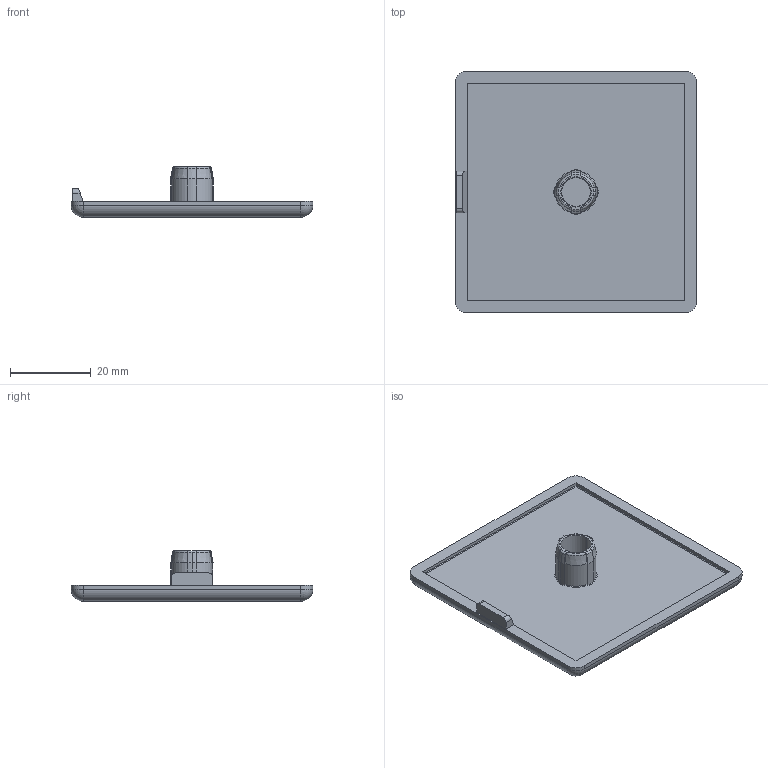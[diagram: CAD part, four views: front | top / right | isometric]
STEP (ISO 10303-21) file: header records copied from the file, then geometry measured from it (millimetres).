
FILE_DESCRIPTION (( 'STEP AP214' ), '1' );
FILE_NAME ('091021.STEP', '2014-05-27T09:42:13', ( '' ), ( '' ), 'SwSTEP 2.0', 'SolidWorks 2014', '' );
FILE_SCHEMA (( 'AUTOMOTIVE_DESIGN' ));
Length unit declared in the file: millimetre
Products named in the file (1): 091021
Bounding box: 60 x 60 x 12.5 mm (x, y, z)
Volume: 11411.1 mm3; surface area: 8594.3 mm2
Topology: 1 solids, 1 shells, 92 faces, 228 edges, 137 vertices
Faces by surface type: cylinder 33, plane 26, torus 20, cone 9, sphere 4
Entity records: 2813 total; most frequent: CARTESIAN_POINT 680, ORIENTED_EDGE 448, DIRECTION 431, EDGE_CURVE 224, AXIS2_PLACEMENT_3D 168, VERTEX_POINT 137, EDGE_LOOP 95, VECTOR 95
